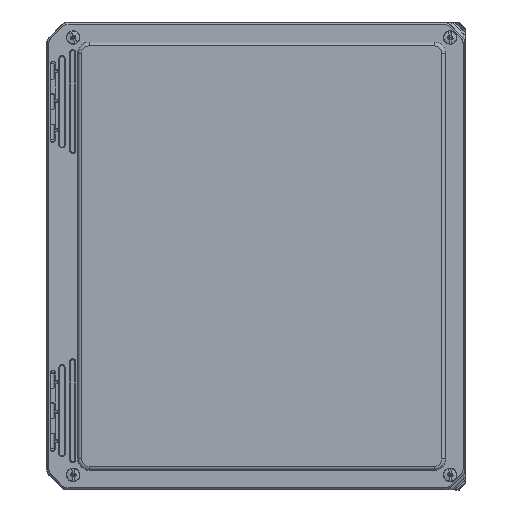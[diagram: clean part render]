
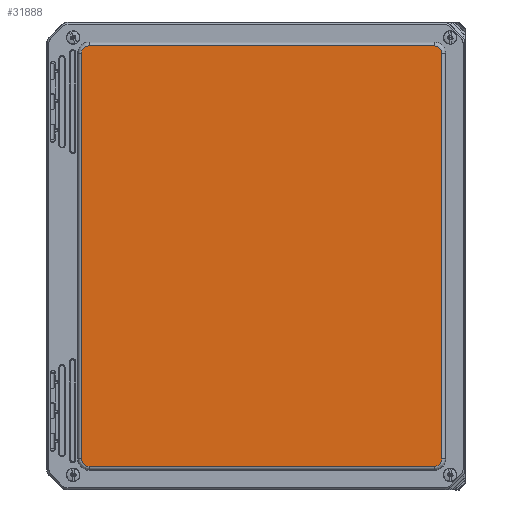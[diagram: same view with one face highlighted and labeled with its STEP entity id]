
A CAD part, top view. The second image highlights one B-rep face of the part: STEP entity #31888.
In plain terms, the highlighted face is planar.
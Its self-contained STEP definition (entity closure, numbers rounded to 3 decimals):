
#1270=ELLIPSE('',#35562,0.25,0.25);
#1273=ELLIPSE('',#35566,0.25,0.25);
#1274=ELLIPSE('',#35572,0.25,0.25);
#1277=ELLIPSE('',#35576,0.25,0.25);
#4522=LINE('',#75031,#6789);
#4524=LINE('',#75184,#6791);
#4527=LINE('',#75191,#6794);
#4529=LINE('',#75339,#6796);
#6789=VECTOR('',#44770,11.433);
#6791=VECTOR('',#44790,13.433);
#6794=VECTOR('',#44797,13.433);
#6796=VECTOR('',#44813,11.433);
#7531=PLANE('',#35582);
#9533=FACE_OUTER_BOUND('',#11597,.T.);
#11597=EDGE_LOOP('',(#29281,#29282,#29283,#29284,#29285,#29286,#29287,#29288));
#15665=VERTEX_POINT('',#75028);
#15666=VERTEX_POINT('',#75030);
#15669=VERTEX_POINT('',#75108);
#15670=VERTEX_POINT('',#75175);
#15673=VERTEX_POINT('',#75182);
#15674=VERTEX_POINT('',#75187);
#15677=VERTEX_POINT('',#75256);
#15678=VERTEX_POINT('',#75332);
#20233=EDGE_CURVE('',#15665,#15666,#4522,.T.);
#20237=EDGE_CURVE('',#15669,#15665,#1270,.T.);
#20241=EDGE_CURVE('',#15666,#15670,#1273,.T.);
#20243=EDGE_CURVE('',#15673,#15669,#4524,.T.);
#20247=EDGE_CURVE('',#15670,#15674,#4527,.T.);
#20249=EDGE_CURVE('',#15677,#15673,#1274,.T.);
#20253=EDGE_CURVE('',#15674,#15678,#1277,.T.);
#20255=EDGE_CURVE('',#15678,#15677,#4529,.T.);
#29281=ORIENTED_EDGE('',*,*,#20233,.F.);
#29282=ORIENTED_EDGE('',*,*,#20237,.F.);
#29283=ORIENTED_EDGE('',*,*,#20243,.F.);
#29284=ORIENTED_EDGE('',*,*,#20249,.F.);
#29285=ORIENTED_EDGE('',*,*,#20255,.F.);
#29286=ORIENTED_EDGE('',*,*,#20253,.F.);
#29287=ORIENTED_EDGE('',*,*,#20247,.F.);
#29288=ORIENTED_EDGE('',*,*,#20241,.F.);
#31888=ADVANCED_FACE('',(#9533),#7531,.F.);
#35562=AXIS2_PLACEMENT_3D('',#75110,#44776,#44777);
#35566=AXIS2_PLACEMENT_3D('',#75179,#44784,#44785);
#35572=AXIS2_PLACEMENT_3D('',#75258,#44800,#44801);
#35576=AXIS2_PLACEMENT_3D('',#75336,#44808,#44809);
#35582=AXIS2_PLACEMENT_3D('',#75349,#44827,#44828);
#44770=DIRECTION('',(1.,0.,0.));
#44776=DIRECTION('center_axis',(0.,0.,1.));
#44777=DIRECTION('ref_axis',(-0.707,-0.707,0.));
#44784=DIRECTION('center_axis',(0.,0.,1.));
#44785=DIRECTION('ref_axis',(0.707,-0.707,0.));
#44790=DIRECTION('',(0.,-1.,0.));
#44797=DIRECTION('',(0.,1.,0.));
#44800=DIRECTION('center_axis',(0.,0.,1.));
#44801=DIRECTION('ref_axis',(-0.707,0.707,0.));
#44808=DIRECTION('center_axis',(0.,0.,1.));
#44809=DIRECTION('ref_axis',(0.707,0.707,0.));
#44813=DIRECTION('',(-1.,0.,0.));
#44827=DIRECTION('center_axis',(0.,0.,1.));
#44828=DIRECTION('ref_axis',(1.,0.,0.));
#75028=CARTESIAN_POINT('',(-5.529,-6.966,0.));
#75030=CARTESIAN_POINT('',(5.904,-6.966,0.));
#75031=CARTESIAN_POINT('',(-5.529,-6.966,0.));
#75108=CARTESIAN_POINT('',(-5.779,-6.716,0.));
#75110=CARTESIAN_POINT('Origin',(-5.529,-6.716,0.));
#75175=CARTESIAN_POINT('',(6.154,-6.716,0.));
#75179=CARTESIAN_POINT('Origin',(5.904,-6.716,0.));
#75182=CARTESIAN_POINT('',(-5.779,6.716,0.));
#75184=CARTESIAN_POINT('',(-5.779,6.716,0.));
#75187=CARTESIAN_POINT('',(6.154,6.716,0.));
#75191=CARTESIAN_POINT('',(6.154,-6.716,0.));
#75256=CARTESIAN_POINT('',(-5.529,6.966,0.));
#75258=CARTESIAN_POINT('Origin',(-5.529,6.716,0.));
#75332=CARTESIAN_POINT('',(5.904,6.966,0.));
#75336=CARTESIAN_POINT('Origin',(5.904,6.716,0.));
#75339=CARTESIAN_POINT('',(5.904,6.966,0.));
#75349=CARTESIAN_POINT('Origin',(0.188,0.,0.));
